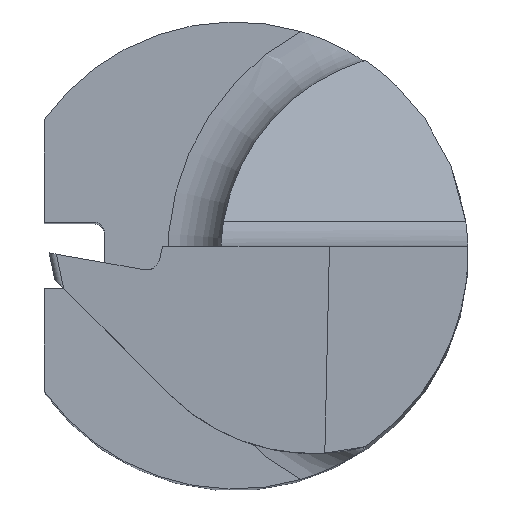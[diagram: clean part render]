
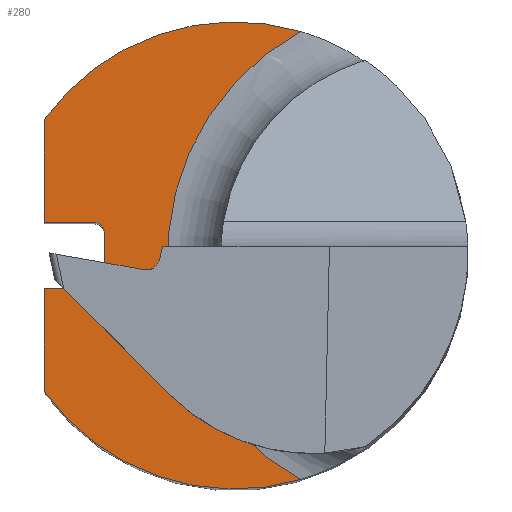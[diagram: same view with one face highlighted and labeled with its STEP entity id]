
A CAD part, top view. The second image highlights one B-rep face of the part: STEP entity #280.
In plain terms, the highlighted planar face has unit normal (0, 0, 1).
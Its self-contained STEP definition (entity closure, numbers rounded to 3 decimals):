
#2 = CARTESIAN_POINT ( 'NONE',  ( 0.99, 3.357, 15. ) ) ;
#6 = VERTEX_POINT ( 'NONE', #448 ) ;
#9 = LINE ( 'NONE', #477, #517 ) ;
#16 = DIRECTION ( 'NONE',  ( -1., 0., 0. ) ) ;
#27 = CARTESIAN_POINT ( 'NONE',  ( -2.1, 0.5, 15. ) ) ;
#36 = EDGE_CURVE ( 'NONE', #1034, #558, #353, .T. ) ;
#38 = EDGE_CURVE ( 'NONE', #558, #184, #842, .T. ) ;
#67 = DIRECTION ( 'NONE',  ( 0., -1., 0. ) ) ;
#78 = CARTESIAN_POINT ( 'NONE',  ( -2.85, -2.032, 15. ) ) ;
#80 = EDGE_CURVE ( 'NONE', #846, #1034, #500, .T. ) ;
#85 = DIRECTION ( 'NONE',  ( -1., 0., 0. ) ) ;
#107 = CARTESIAN_POINT ( 'NONE',  ( -1.95, 0.35, 15. ) ) ;
#132 = ORIENTED_EDGE ( 'NONE', *, *, #36, .F. ) ;
#136 = DIRECTION ( 'NONE',  ( -1., 0., 0. ) ) ;
#141 = DIRECTION ( 'NONE',  ( 0., 1., 0. ) ) ;
#149 = EDGE_CURVE ( 'NONE', #648, #6, #766, .T. ) ;
#152 = AXIS2_PLACEMENT_3D ( 'NONE', #829, #198, #506 ) ;
#153 = DIRECTION ( 'NONE',  ( -1., 0., 0. ) ) ;
#159 = DIRECTION ( 'NONE',  ( 0., 1., 0. ) ) ;
#170 = LINE ( 'NONE', #722, #245 ) ;
#184 = VERTEX_POINT ( 'NONE', #78 ) ;
#198 = DIRECTION ( 'NONE',  ( 0., 0., 1. ) ) ;
#207 = VERTEX_POINT ( 'NONE', #27 ) ;
#213 = ORIENTED_EDGE ( 'NONE', *, *, #149, .T. ) ;
#227 = LINE ( 'NONE', #318, #701 ) ;
#233 = AXIS2_PLACEMENT_3D ( 'NONE', #1033, #760, #85 ) ;
#242 = VERTEX_POINT ( 'NONE', #580 ) ;
#244 = LINE ( 'NONE', #940, #565 ) ;
#245 = VECTOR ( 'NONE', #16, 1000. ) ;
#253 = CARTESIAN_POINT ( 'NONE',  ( -2.1, -0.35, 15. ) ) ;
#259 = CARTESIAN_POINT ( 'NONE',  ( -2.85, -0.5, 15. ) ) ;
#280 = ADVANCED_FACE ( 'NONE', ( #355 ), #514, .T. ) ;
#318 = CARTESIAN_POINT ( 'NONE',  ( -64.45, 0.5, 15. ) ) ;
#353 = CIRCLE ( 'NONE', #713, 3.827 ) ;
#355 = FACE_OUTER_BOUND ( 'NONE', #776, .T. ) ;
#380 = CARTESIAN_POINT ( 'NONE',  ( 0.99, -3.357, 15. ) ) ;
#388 = CARTESIAN_POINT ( 'NONE',  ( 2.827, 0., 15. ) ) ;
#408 = AXIS2_PLACEMENT_3D ( 'NONE', #253, #637, #556 ) ;
#448 = CARTESIAN_POINT ( 'NONE',  ( -1.95, -0.35, 15. ) ) ;
#450 = ORIENTED_EDGE ( 'NONE', *, *, #1002, .F. ) ;
#474 = VERTEX_POINT ( 'NONE', #529 ) ;
#477 = CARTESIAN_POINT ( 'NONE',  ( -2.85, 2.032, 15. ) ) ;
#500 = CIRCLE ( 'NONE', #233, 3.5 ) ;
#506 = DIRECTION ( 'NONE',  ( -1., 0., 0. ) ) ;
#514 = PLANE ( 'NONE',  #152 ) ;
#517 = VECTOR ( 'NONE', #141, 1000. ) ;
#529 = CARTESIAN_POINT ( 'NONE',  ( -2.85, 0.5, 15. ) ) ;
#542 = CARTESIAN_POINT ( 'NONE',  ( -2.1, 0.35, 15. ) ) ;
#556 = DIRECTION ( 'NONE',  ( -1., 0., 0. ) ) ;
#558 = VERTEX_POINT ( 'NONE', #380 ) ;
#565 = VECTOR ( 'NONE', #159, 1000. ) ;
#580 = CARTESIAN_POINT ( 'NONE',  ( -2.1, -0.5, 15. ) ) ;
#584 = ORIENTED_EDGE ( 'NONE', *, *, #875, .F. ) ;
#588 = EDGE_CURVE ( 'NONE', #474, #846, #9, .T. ) ;
#602 = CARTESIAN_POINT ( 'NONE',  ( -2.85, 2.032, 15. ) ) ;
#637 = DIRECTION ( 'NONE',  ( 0., 0., 1. ) ) ;
#648 = VERTEX_POINT ( 'NONE', #107 ) ;
#683 = VERTEX_POINT ( 'NONE', #259 ) ;
#687 = AXIS2_PLACEMENT_3D ( 'NONE', #1022, #936, #153 ) ;
#700 = DIRECTION ( 'NONE',  ( 0., 0., 1. ) ) ;
#701 = VECTOR ( 'NONE', #1024, 1000. ) ;
#713 = AXIS2_PLACEMENT_3D ( 'NONE', #388, #700, #136 ) ;
#722 = CARTESIAN_POINT ( 'NONE',  ( -64.45, -0.5, 15. ) ) ;
#748 = AXIS2_PLACEMENT_3D ( 'NONE', #542, #955, #774 ) ;
#760 = DIRECTION ( 'NONE',  ( 0., 0., -1. ) ) ;
#766 = LINE ( 'NONE', #857, #1014 ) ;
#774 = DIRECTION ( 'NONE',  ( -1., 0., 0. ) ) ;
#776 = EDGE_LOOP ( 'NONE', ( #971, #808, #584, #891, #213, #897, #992, #450, #783, #132 ) ) ;
#783 = ORIENTED_EDGE ( 'NONE', *, *, #38, .F. ) ;
#808 = ORIENTED_EDGE ( 'NONE', *, *, #588, .F. ) ;
#829 = CARTESIAN_POINT ( 'NONE',  ( 0.325, -0.054, 15. ) ) ;
#842 = CIRCLE ( 'NONE', #687, 3.5 ) ;
#846 = VERTEX_POINT ( 'NONE', #602 ) ;
#850 = CIRCLE ( 'NONE', #408, 0.15 ) ;
#857 = CARTESIAN_POINT ( 'NONE',  ( -1.95, 0.5, 15. ) ) ;
#875 = EDGE_CURVE ( 'NONE', #207, #474, #227, .T. ) ;
#891 = ORIENTED_EDGE ( 'NONE', *, *, #969, .F. ) ;
#897 = ORIENTED_EDGE ( 'NONE', *, *, #962, .F. ) ;
#904 = EDGE_CURVE ( 'NONE', #242, #683, #170, .T. ) ;
#936 = DIRECTION ( 'NONE',  ( 0., 0., -1. ) ) ;
#940 = CARTESIAN_POINT ( 'NONE',  ( -2.85, 2.032, 15. ) ) ;
#955 = DIRECTION ( 'NONE',  ( 0., 0., 1. ) ) ;
#962 = EDGE_CURVE ( 'NONE', #242, #6, #850, .T. ) ;
#969 = EDGE_CURVE ( 'NONE', #648, #207, #987, .T. ) ;
#971 = ORIENTED_EDGE ( 'NONE', *, *, #80, .F. ) ;
#987 = CIRCLE ( 'NONE', #748, 0.15 ) ;
#992 = ORIENTED_EDGE ( 'NONE', *, *, #904, .T. ) ;
#1002 = EDGE_CURVE ( 'NONE', #184, #683, #244, .T. ) ;
#1014 = VECTOR ( 'NONE', #67, 1000. ) ;
#1022 = CARTESIAN_POINT ( 'NONE',  ( 0., 0., 15. ) ) ;
#1024 = DIRECTION ( 'NONE',  ( -1., 0., 0. ) ) ;
#1033 = CARTESIAN_POINT ( 'NONE',  ( 0., 0., 15. ) ) ;
#1034 = VERTEX_POINT ( 'NONE', #2 ) ;
